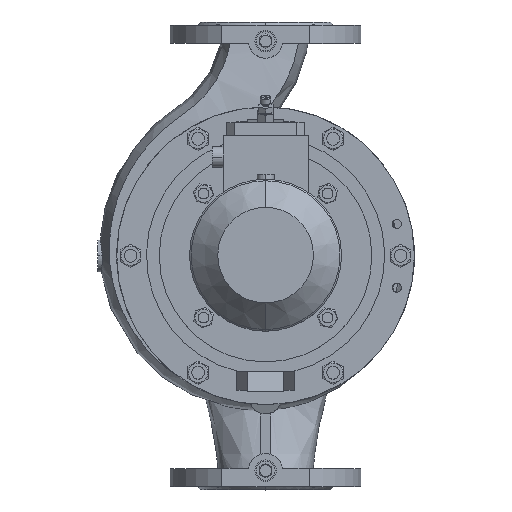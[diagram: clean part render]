
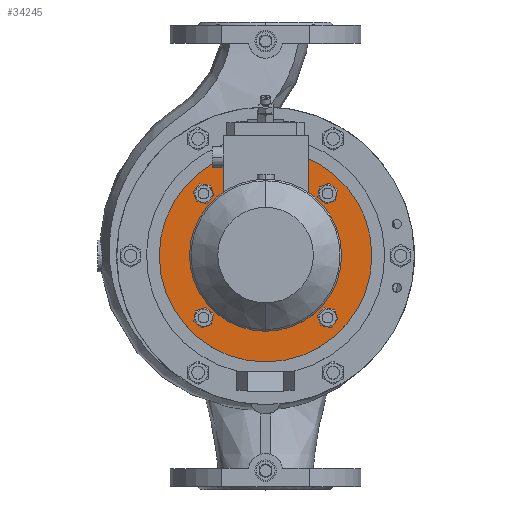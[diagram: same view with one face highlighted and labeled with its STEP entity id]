
A CAD part, top view. The second image highlights one B-rep face of the part: STEP entity #34245.
In plain terms, the highlighted planar face has unit normal (0, 0, 1).
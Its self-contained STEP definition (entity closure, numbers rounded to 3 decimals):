
#292 = CIRCLE ( 'NONE', #11160, 100. ) ;
#378 = AXIS2_PLACEMENT_3D ( 'NONE', #10103, #4721, #18463 ) ;
#500 = CARTESIAN_POINT ( 'NONE',  ( 58.336, -58.336, 172. ) ) ;
#1144 = ORIENTED_EDGE ( 'NONE', *, *, #13213, .F. ) ;
#1282 = FACE_OUTER_BOUND ( 'NONE', #2610, .T. ) ;
#1331 = DIRECTION ( 'NONE',  ( 0., 1., 0. ) ) ;
#1430 = VERTEX_POINT ( 'NONE', #25245 ) ;
#1554 = CARTESIAN_POINT ( 'NONE',  ( 59.739, 66.289, 172. ) ) ;
#1844 = CARTESIAN_POINT ( 'NONE',  ( 0., 70., 172. ) ) ;
#2124 = ORIENTED_EDGE ( 'NONE', *, *, #23332, .F. ) ;
#2144 = EDGE_CURVE ( 'NONE', #10692, #17795, #16234, .T. ) ;
#2502 = ORIENTED_EDGE ( 'NONE', *, *, #7978, .F. ) ;
#2610 = EDGE_LOOP ( 'NONE', ( #13518, #1144 ) ) ;
#2847 = AXIS2_PLACEMENT_3D ( 'NONE', #33856, #3568, #9174 ) ;
#3482 = AXIS2_PLACEMENT_3D ( 'NONE', #22947, #30791, #22715 ) ;
#3568 = DIRECTION ( 'NONE',  ( 0., 0., -1. ) ) ;
#3852 = DIRECTION ( 'NONE',  ( 0., 0., 1. ) ) ;
#3928 = EDGE_CURVE ( 'NONE', #23239, #1430, #28176, .T. ) ;
#4624 = CIRCLE ( 'NONE', #28946, 8.075 ) ;
#4638 = CIRCLE ( 'NONE', #2847, 100. ) ;
#4699 = ORIENTED_EDGE ( 'NONE', *, *, #35264, .F. ) ;
#4721 = DIRECTION ( 'NONE',  ( 0., 0., 1. ) ) ;
#4783 = EDGE_LOOP ( 'NONE', ( #4699, #23627 ) ) ;
#4851 = DIRECTION ( 'NONE',  ( 0., 0., 1. ) ) ;
#5062 = CARTESIAN_POINT ( 'NONE',  ( -58.336, 58.336, 172. ) ) ;
#6668 = DIRECTION ( 'NONE',  ( 0., 0., -1. ) ) ;
#7183 = EDGE_LOOP ( 'NONE', ( #21583, #2502 ) ) ;
#7263 = CARTESIAN_POINT ( 'NONE',  ( 0., 0., 172. ) ) ;
#7299 = EDGE_LOOP ( 'NONE', ( #15253, #21776 ) ) ;
#7968 = EDGE_CURVE ( 'NONE', #23629, #26009, #17705, .T. ) ;
#7978 = EDGE_CURVE ( 'NONE', #26009, #23629, #20680, .T. ) ;
#8583 = DIRECTION ( 'NONE',  ( 0., 0., 1. ) ) ;
#9174 = DIRECTION ( 'NONE',  ( 0., 1., 0. ) ) ;
#9342 = DIRECTION ( 'NONE',  ( 0., 0., 1. ) ) ;
#9645 = ORIENTED_EDGE ( 'NONE', *, *, #2144, .F. ) ;
#10050 = CARTESIAN_POINT ( 'NONE',  ( 58.336, 58.336, 172. ) ) ;
#10103 = CARTESIAN_POINT ( 'NONE',  ( 0., 100., 172. ) ) ;
#10239 = FACE_BOUND ( 'NONE', #11633, .T. ) ;
#10503 = CARTESIAN_POINT ( 'NONE',  ( 0., 0., 172. ) ) ;
#10561 = DIRECTION ( 'NONE',  ( 0., 0., 1. ) ) ;
#10692 = VERTEX_POINT ( 'NONE', #20144 ) ;
#11160 = AXIS2_PLACEMENT_3D ( 'NONE', #7263, #31878, #15539 ) ;
#11633 = EDGE_LOOP ( 'NONE', ( #9645, #2124 ) ) ;
#12289 = AXIS2_PLACEMENT_3D ( 'NONE', #500, #8583, #14086 ) ;
#12325 = CIRCLE ( 'NONE', #18909, 8.075 ) ;
#12807 = DIRECTION ( 'NONE',  ( 0., -1., 0. ) ) ;
#12931 = AXIS2_PLACEMENT_3D ( 'NONE', #15292, #6668, #1331 ) ;
#13213 = EDGE_CURVE ( 'NONE', #29965, #33546, #4638, .T. ) ;
#13356 = DIRECTION ( 'NONE',  ( 0., 1., 0. ) ) ;
#13518 = ORIENTED_EDGE ( 'NONE', *, *, #28410, .F. ) ;
#13568 = AXIS2_PLACEMENT_3D ( 'NONE', #5062, #10561, #26670 ) ;
#13762 = CIRCLE ( 'NONE', #13568, 8.075 ) ;
#13858 = EDGE_LOOP ( 'NONE', ( #30377, #20005 ) ) ;
#14086 = DIRECTION ( 'NONE',  ( 0., -1., 0. ) ) ;
#14655 = AXIS2_PLACEMENT_3D ( 'NONE', #10050, #9342, #12807 ) ;
#15253 = ORIENTED_EDGE ( 'NONE', *, *, #34952, .F. ) ;
#15292 = CARTESIAN_POINT ( 'NONE',  ( 0., 0., 172. ) ) ;
#15539 = DIRECTION ( 'NONE',  ( 0., 1., 0. ) ) ;
#15915 = DIRECTION ( 'NONE',  ( 0., 0., 1. ) ) ;
#16234 = CIRCLE ( 'NONE', #3482, 8.075 ) ;
#17087 = FACE_BOUND ( 'NONE', #4783, .T. ) ;
#17606 = DIRECTION ( 'NONE',  ( 0., -1., 0. ) ) ;
#17705 = CIRCLE ( 'NONE', #14655, 8.075 ) ;
#17795 = VERTEX_POINT ( 'NONE', #18408 ) ;
#17939 = FACE_BOUND ( 'NONE', #13858, .T. ) ;
#18184 = CARTESIAN_POINT ( 'NONE',  ( 0., -100., 172. ) ) ;
#18408 = CARTESIAN_POINT ( 'NONE',  ( -66.289, 59.739, 172. ) ) ;
#18463 = DIRECTION ( 'NONE',  ( 0., -1., 0. ) ) ;
#18909 = AXIS2_PLACEMENT_3D ( 'NONE', #24186, #4851, #34557 ) ;
#19729 = EDGE_CURVE ( 'NONE', #23685, #26824, #35237, .T. ) ;
#20005 = ORIENTED_EDGE ( 'NONE', *, *, #25993, .T. ) ;
#20144 = CARTESIAN_POINT ( 'NONE',  ( -50.384, 56.934, 172. ) ) ;
#20488 = CIRCLE ( 'NONE', #12931, 70. ) ;
#20680 = CIRCLE ( 'NONE', #34464, 8.075 ) ;
#21175 = CARTESIAN_POINT ( 'NONE',  ( -59.739, -66.289, 172. ) ) ;
#21583 = ORIENTED_EDGE ( 'NONE', *, *, #7968, .F. ) ;
#21615 = DIRECTION ( 'NONE',  ( 0., 0., -1. ) ) ;
#21677 = DIRECTION ( 'NONE',  ( 0., 0., 1. ) ) ;
#21776 = ORIENTED_EDGE ( 'NONE', *, *, #19729, .F. ) ;
#22715 = DIRECTION ( 'NONE',  ( 0., -1., 0. ) ) ;
#22947 = CARTESIAN_POINT ( 'NONE',  ( -58.336, 58.336, 172. ) ) ;
#23222 = CARTESIAN_POINT ( 'NONE',  ( 0., 100., 172. ) ) ;
#23239 = VERTEX_POINT ( 'NONE', #1844 ) ;
#23332 = EDGE_CURVE ( 'NONE', #17795, #10692, #13762, .T. ) ;
#23627 = ORIENTED_EDGE ( 'NONE', *, *, #26603, .F. ) ;
#23629 = VERTEX_POINT ( 'NONE', #30805 ) ;
#23685 = VERTEX_POINT ( 'NONE', #21175 ) ;
#24186 = CARTESIAN_POINT ( 'NONE',  ( 58.336, -58.336, 172. ) ) ;
#24314 = FACE_BOUND ( 'NONE', #7299, .T. ) ;
#24483 = AXIS2_PLACEMENT_3D ( 'NONE', #24518, #21677, #32399 ) ;
#24518 = CARTESIAN_POINT ( 'NONE',  ( -58.336, -58.336, 172. ) ) ;
#25004 = CARTESIAN_POINT ( 'NONE',  ( -56.934, -50.384, 172. ) ) ;
#25164 = FACE_BOUND ( 'NONE', #7183, .T. ) ;
#25245 = CARTESIAN_POINT ( 'NONE',  ( 0., -70., 172. ) ) ;
#25497 = AXIS2_PLACEMENT_3D ( 'NONE', #10503, #21615, #13356 ) ;
#25993 = EDGE_CURVE ( 'NONE', #1430, #23239, #20488, .T. ) ;
#26009 = VERTEX_POINT ( 'NONE', #1554 ) ;
#26448 = PLANE ( 'NONE',  #378 ) ;
#26603 = EDGE_CURVE ( 'NONE', #28574, #34297, #12325, .T. ) ;
#26670 = DIRECTION ( 'NONE',  ( 0., -1., 0. ) ) ;
#26824 = VERTEX_POINT ( 'NONE', #25004 ) ;
#28176 = CIRCLE ( 'NONE', #25497, 70. ) ;
#28410 = EDGE_CURVE ( 'NONE', #33546, #29965, #292, .T. ) ;
#28574 = VERTEX_POINT ( 'NONE', #34834 ) ;
#28609 = CARTESIAN_POINT ( 'NONE',  ( 50.384, -56.934, 172. ) ) ;
#28678 = CARTESIAN_POINT ( 'NONE',  ( -58.336, -58.336, 172. ) ) ;
#28946 = AXIS2_PLACEMENT_3D ( 'NONE', #28678, #3852, #17606 ) ;
#29965 = VERTEX_POINT ( 'NONE', #18184 ) ;
#30377 = ORIENTED_EDGE ( 'NONE', *, *, #3928, .T. ) ;
#30791 = DIRECTION ( 'NONE',  ( 0., 0., 1. ) ) ;
#30805 = CARTESIAN_POINT ( 'NONE',  ( 56.934, 50.384, 172. ) ) ;
#31878 = DIRECTION ( 'NONE',  ( 0., 0., -1. ) ) ;
#32399 = DIRECTION ( 'NONE',  ( 0., -1., 0. ) ) ;
#32568 = DIRECTION ( 'NONE',  ( 0., -1., 0. ) ) ;
#33546 = VERTEX_POINT ( 'NONE', #23222 ) ;
#33856 = CARTESIAN_POINT ( 'NONE',  ( 0., 0., 172. ) ) ;
#34245 = ADVANCED_FACE ( 'NONE', ( #24314, #25164, #17087, #10239, #17939, #1282 ), #26448, .T. ) ;
#34297 = VERTEX_POINT ( 'NONE', #28609 ) ;
#34464 = AXIS2_PLACEMENT_3D ( 'NONE', #34963, #15915, #32568 ) ;
#34497 = CIRCLE ( 'NONE', #12289, 8.075 ) ;
#34557 = DIRECTION ( 'NONE',  ( 0., -1., 0. ) ) ;
#34834 = CARTESIAN_POINT ( 'NONE',  ( 66.289, -59.739, 172. ) ) ;
#34952 = EDGE_CURVE ( 'NONE', #26824, #23685, #4624, .T. ) ;
#34963 = CARTESIAN_POINT ( 'NONE',  ( 58.336, 58.336, 172. ) ) ;
#35237 = CIRCLE ( 'NONE', #24483, 8.075 ) ;
#35264 = EDGE_CURVE ( 'NONE', #34297, #28574, #34497, .T. ) ;
